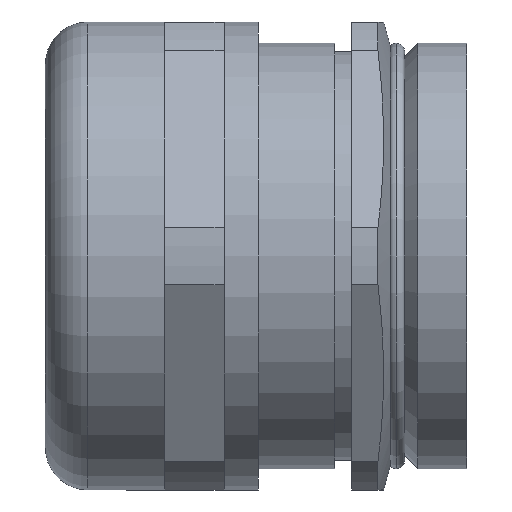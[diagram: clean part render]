
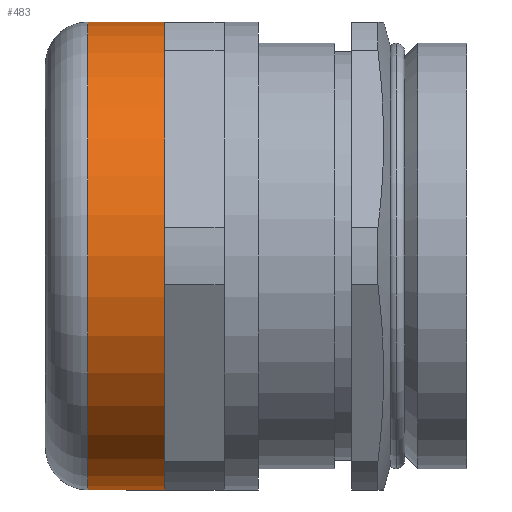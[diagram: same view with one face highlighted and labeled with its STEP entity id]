
A CAD part, left-side view. The second image highlights one B-rep face of the part: STEP entity #483.
In plain terms, the highlighted cylindrical face has radius 27.5 mm (diameter 55 mm), a partial arc.
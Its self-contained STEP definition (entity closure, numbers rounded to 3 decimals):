
#47 = CARTESIAN_POINT ( 'NONE',  ( 0., 25., -27.5 ) ) ;
#95 = CARTESIAN_POINT ( 'NONE',  ( 0., 20., 27.5 ) ) ;
#146 = VECTOR ( 'NONE', #1485, 1000. ) ;
#155 = DIRECTION ( 'NONE',  ( 0., 0., 1. ) ) ;
#197 = VERTEX_POINT ( 'NONE', #2289 ) ;
#204 = DIRECTION ( 'NONE',  ( 0., 1., 0. ) ) ;
#262 = DIRECTION ( 'NONE',  ( 0., 1., 0. ) ) ;
#483 = ADVANCED_FACE ( 'NONE', ( #2305 ), #2574, .T. ) ;
#573 = EDGE_LOOP ( 'NONE', ( #1470, #1976, #2664, #1826, #748, #3078 ) ) ;
#580 = VERTEX_POINT ( 'NONE', #2365 ) ;
#605 = VERTEX_POINT ( 'NONE', #2896 ) ;
#628 = CARTESIAN_POINT ( 'NONE',  ( 0., 11., 0. ) ) ;
#748 = ORIENTED_EDGE ( 'NONE', *, *, #1235, .T. ) ;
#763 = EDGE_CURVE ( 'NONE', #793, #197, #3100, .T. ) ;
#768 = CARTESIAN_POINT ( 'NONE',  ( 0., 11., 0. ) ) ;
#785 = DIRECTION ( 'NONE',  ( 0., 0., 1. ) ) ;
#793 = VERTEX_POINT ( 'NONE', #1829 ) ;
#878 = CARTESIAN_POINT ( 'NONE',  ( 0., 20., -27.5 ) ) ;
#897 = CARTESIAN_POINT ( 'NONE',  ( 0., 20., 0. ) ) ;
#923 = EDGE_CURVE ( 'NONE', #197, #580, #2653, .T. ) ;
#1020 = DIRECTION ( 'NONE',  ( 0., 1., 0. ) ) ;
#1235 = EDGE_CURVE ( 'NONE', #580, #1545, #1427, .T. ) ;
#1427 = LINE ( 'NONE', #1915, #1532 ) ;
#1470 = ORIENTED_EDGE ( 'NONE', *, *, #2080, .F. ) ;
#1485 = DIRECTION ( 'NONE',  ( 0., 1., 0. ) ) ;
#1514 = CIRCLE ( 'NONE', #3004, 27.5 ) ;
#1526 = AXIS2_PLACEMENT_3D ( 'NONE', #628, #2093, #1808 ) ;
#1532 = VECTOR ( 'NONE', #204, 1000. ) ;
#1545 = VERTEX_POINT ( 'NONE', #95 ) ;
#1663 = AXIS2_PLACEMENT_3D ( 'NONE', #1729, #1020, #785 ) ;
#1729 = CARTESIAN_POINT ( 'NONE',  ( 0., 25., 0. ) ) ;
#1808 = DIRECTION ( 'NONE',  ( 0., 0., 1. ) ) ;
#1826 = ORIENTED_EDGE ( 'NONE', *, *, #923, .T. ) ;
#1829 = CARTESIAN_POINT ( 'NONE',  ( -23.816, 11., -13.75 ) ) ;
#1915 = CARTESIAN_POINT ( 'NONE',  ( 0., 25., 27.5 ) ) ;
#1976 = ORIENTED_EDGE ( 'NONE', *, *, #2544, .T. ) ;
#1990 = LINE ( 'NONE', #47, #146 ) ;
#2080 = EDGE_CURVE ( 'NONE', #605, #2995, #1990, .T. ) ;
#2093 = DIRECTION ( 'NONE',  ( 0., 1., 0. ) ) ;
#2289 = CARTESIAN_POINT ( 'NONE',  ( -23.816, 11., 13.75 ) ) ;
#2305 = FACE_OUTER_BOUND ( 'NONE', #573, .T. ) ;
#2309 = DIRECTION ( 'NONE',  ( 0., 1., 0. ) ) ;
#2332 = CARTESIAN_POINT ( 'NONE',  ( 0., 11., 0. ) ) ;
#2365 = CARTESIAN_POINT ( 'NONE',  ( 0., 11., 27.5 ) ) ;
#2528 = CIRCLE ( 'NONE', #2844, 27.5 ) ;
#2544 = EDGE_CURVE ( 'NONE', #605, #793, #1514, .T. ) ;
#2574 = CYLINDRICAL_SURFACE ( 'NONE', #1663, 27.5 ) ;
#2602 = DIRECTION ( 'NONE',  ( 0., 1., 0. ) ) ;
#2653 = CIRCLE ( 'NONE', #1526, 27.5 ) ;
#2664 = ORIENTED_EDGE ( 'NONE', *, *, #763, .T. ) ;
#2702 = DIRECTION ( 'NONE',  ( 0., 0., 1. ) ) ;
#2798 = DIRECTION ( 'NONE',  ( 0., 0., 1. ) ) ;
#2839 = AXIS2_PLACEMENT_3D ( 'NONE', #2332, #2309, #2798 ) ;
#2844 = AXIS2_PLACEMENT_3D ( 'NONE', #897, #2602, #155 ) ;
#2896 = CARTESIAN_POINT ( 'NONE',  ( 0., 11., -27.5 ) ) ;
#2995 = VERTEX_POINT ( 'NONE', #878 ) ;
#3004 = AXIS2_PLACEMENT_3D ( 'NONE', #768, #262, #2702 ) ;
#3014 = EDGE_CURVE ( 'NONE', #2995, #1545, #2528, .T. ) ;
#3078 = ORIENTED_EDGE ( 'NONE', *, *, #3014, .F. ) ;
#3100 = CIRCLE ( 'NONE', #2839, 27.5 ) ;
